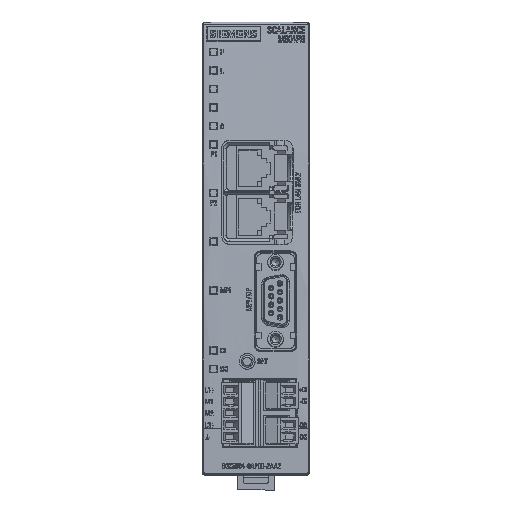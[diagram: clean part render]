
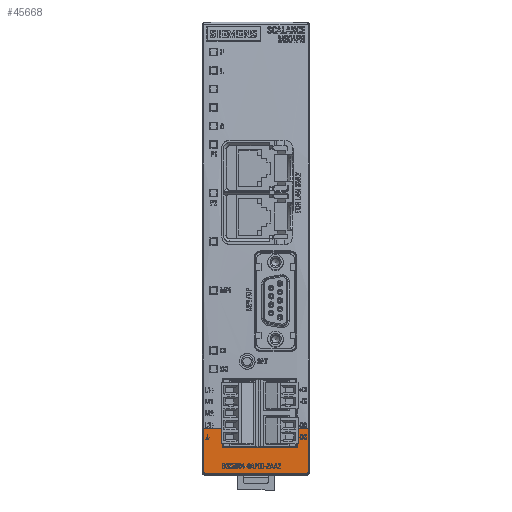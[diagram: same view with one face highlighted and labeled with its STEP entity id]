
A CAD part, top view. The second image highlights one B-rep face of the part: STEP entity #45668.
In plain terms, the highlighted planar face has unit normal (0, 0, 1).
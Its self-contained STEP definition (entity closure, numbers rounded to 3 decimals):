
#744 = EDGE_CURVE ( 'NONE', #114351, #20006, #113384, .T. ) ;
#884 = CARTESIAN_POINT ( 'NONE',  ( -16.4, -73.1, 90.313 ) ) ;
#2317 = VECTOR ( 'NONE', #44113, 1000. ) ;
#3817 = EDGE_CURVE ( 'NONE', #71192, #88666, #13520, .T. ) ;
#5144 = DIRECTION ( 'NONE',  ( 0., 0., 1. ) ) ;
#9682 = AXIS2_PLACEMENT_3D ( 'NONE', #15825, #5144, #73551 ) ;
#11426 = LINE ( 'NONE', #35482, #112543 ) ;
#13520 = CIRCLE ( 'NONE', #114400, 0.6 ) ;
#13890 = VERTEX_POINT ( 'NONE', #51848 ) ;
#15154 = LINE ( 'NONE', #66490, #108736 ) ;
#15799 = DIRECTION ( 'NONE',  ( 0., 1., 0. ) ) ;
#15825 = CARTESIAN_POINT ( 'NONE',  ( 16.4, -72.5, 90.313 ) ) ;
#16055 = VERTEX_POINT ( 'NONE', #85034 ) ;
#16209 = VERTEX_POINT ( 'NONE', #114861 ) ;
#16739 = EDGE_CURVE ( 'NONE', #16209, #16055, #77296, .T. ) ;
#17825 = DIRECTION ( 'NONE',  ( 0., -1., 0. ) ) ;
#18428 = DIRECTION ( 'NONE',  ( 0., 0., 1. ) ) ;
#19279 = CARTESIAN_POINT ( 'NONE',  ( -16.4, -72.5, 90.313 ) ) ;
#19730 = EDGE_LOOP ( 'NONE', ( #99357, #111339, #24259, #113594, #48018, #35285, #33994, #28516, #55260, #52404 ) ) ;
#20006 = VERTEX_POINT ( 'NONE', #34176 ) ;
#20904 = EDGE_CURVE ( 'NONE', #31929, #71192, #44450, .T. ) ;
#22730 = VECTOR ( 'NONE', #41115, 1000. ) ;
#23677 = DIRECTION ( 'NONE',  ( 1., 0., 0. ) ) ;
#24073 = CARTESIAN_POINT ( 'NONE',  ( -10.989, -58.5, 90.313 ) ) ;
#24259 = ORIENTED_EDGE ( 'NONE', *, *, #81474, .T. ) ;
#27174 = AXIS2_PLACEMENT_3D ( 'NONE', #37849, #57964, #17825 ) ;
#27615 = EDGE_CURVE ( 'NONE', #88666, #114351, #71403, .T. ) ;
#27630 = DIRECTION ( 'NONE',  ( 0., 1., 0. ) ) ;
#28318 = LINE ( 'NONE', #24073, #2317 ) ;
#28516 = ORIENTED_EDGE ( 'NONE', *, *, #27615, .T. ) ;
#31254 = FACE_OUTER_BOUND ( 'NONE', #19730, .T. ) ;
#31929 = VERTEX_POINT ( 'NONE', #74285 ) ;
#33994 = ORIENTED_EDGE ( 'NONE', *, *, #3817, .T. ) ;
#34176 = CARTESIAN_POINT ( 'NONE',  ( 17., -72.5, 90.313 ) ) ;
#35285 = ORIENTED_EDGE ( 'NONE', *, *, #20904, .T. ) ;
#35482 = CARTESIAN_POINT ( 'NONE',  ( 17., -58.5, 90.313 ) ) ;
#37849 = CARTESIAN_POINT ( 'NONE',  ( 17.4, -58.5, 90.313 ) ) ;
#39268 = VECTOR ( 'NONE', #23677, 1000. ) ;
#40281 = CARTESIAN_POINT ( 'NONE',  ( 13.365, -64.689, 90.313 ) ) ;
#41115 = DIRECTION ( 'NONE',  ( -1., 0., 0. ) ) ;
#41188 = CARTESIAN_POINT ( 'NONE',  ( -17., -58.5, 90.313 ) ) ;
#44113 = DIRECTION ( 'NONE',  ( -1., 0., 0. ) ) ;
#44450 = LINE ( 'NONE', #41188, #65817 ) ;
#45668 = ADVANCED_FACE ( 'NONE', ( #31254 ), #96186, .T. ) ;
#45895 = CARTESIAN_POINT ( 'NONE',  ( 17., -58.5, 90.313 ) ) ;
#47580 = EDGE_CURVE ( 'NONE', #20006, #56866, #15154, .T. ) ;
#48018 = ORIENTED_EDGE ( 'NONE', *, *, #65592, .T. ) ;
#51524 = CARTESIAN_POINT ( 'NONE',  ( -17., -72.5, 90.313 ) ) ;
#51848 = CARTESIAN_POINT ( 'NONE',  ( 13.365, -64.689, 90.313 ) ) ;
#52404 = ORIENTED_EDGE ( 'NONE', *, *, #47580, .T. ) ;
#53482 = DIRECTION ( 'NONE',  ( 0., -1., 0. ) ) ;
#55260 = ORIENTED_EDGE ( 'NONE', *, *, #744, .T. ) ;
#56866 = VERTEX_POINT ( 'NONE', #45895 ) ;
#57964 = DIRECTION ( 'NONE',  ( 0., 0., 1. ) ) ;
#58961 = DIRECTION ( 'NONE',  ( -1., 0., 0. ) ) ;
#65592 = EDGE_CURVE ( 'NONE', #16055, #31929, #28318, .T. ) ;
#65817 = VECTOR ( 'NONE', #70688, 1000. ) ;
#66490 = CARTESIAN_POINT ( 'NONE',  ( 17., -72.5, 90.313 ) ) ;
#70688 = DIRECTION ( 'NONE',  ( 0., -1., 0. ) ) ;
#71192 = VERTEX_POINT ( 'NONE', #51524 ) ;
#71403 = LINE ( 'NONE', #100384, #39268 ) ;
#73551 = DIRECTION ( 'NONE',  ( 0., -1., 0. ) ) ;
#74285 = CARTESIAN_POINT ( 'NONE',  ( -17., -58.5, 90.313 ) ) ;
#76217 = LINE ( 'NONE', #40281, #22730 ) ;
#77296 = LINE ( 'NONE', #84744, #126462 ) ;
#81474 = EDGE_CURVE ( 'NONE', #13890, #16209, #76217, .T. ) ;
#82828 = EDGE_CURVE ( 'NONE', #56866, #111873, #11426, .T. ) ;
#84744 = CARTESIAN_POINT ( 'NONE',  ( -10.989, -64.689, 90.313 ) ) ;
#85034 = CARTESIAN_POINT ( 'NONE',  ( -10.989, -58.5, 90.313 ) ) ;
#85733 = CARTESIAN_POINT ( 'NONE',  ( 16.4, -73.1, 90.313 ) ) ;
#88666 = VERTEX_POINT ( 'NONE', #884 ) ;
#92145 = EDGE_CURVE ( 'NONE', #111873, #13890, #119351, .T. ) ;
#93280 = VECTOR ( 'NONE', #53482, 1000. ) ;
#96186 = PLANE ( 'NONE',  #27174 ) ;
#99357 = ORIENTED_EDGE ( 'NONE', *, *, #82828, .T. ) ;
#100384 = CARTESIAN_POINT ( 'NONE',  ( -16.4, -73.1, 90.313 ) ) ;
#108736 = VECTOR ( 'NONE', #27630, 1000. ) ;
#111339 = ORIENTED_EDGE ( 'NONE', *, *, #92145, .T. ) ;
#111873 = VERTEX_POINT ( 'NONE', #115859 ) ;
#112543 = VECTOR ( 'NONE', #122519, 1000. ) ;
#113384 = CIRCLE ( 'NONE', #9682, 0.6 ) ;
#113594 = ORIENTED_EDGE ( 'NONE', *, *, #16739, .T. ) ;
#114351 = VERTEX_POINT ( 'NONE', #85733 ) ;
#114400 = AXIS2_PLACEMENT_3D ( 'NONE', #19279, #18428, #58961 ) ;
#114861 = CARTESIAN_POINT ( 'NONE',  ( -10.989, -64.689, 90.313 ) ) ;
#115859 = CARTESIAN_POINT ( 'NONE',  ( 13.365, -58.5, 90.313 ) ) ;
#119351 = LINE ( 'NONE', #121734, #93280 ) ;
#121734 = CARTESIAN_POINT ( 'NONE',  ( 13.365, -58.5, 90.313 ) ) ;
#122519 = DIRECTION ( 'NONE',  ( -1., 0., 0. ) ) ;
#126462 = VECTOR ( 'NONE', #15799, 1000. ) ;
